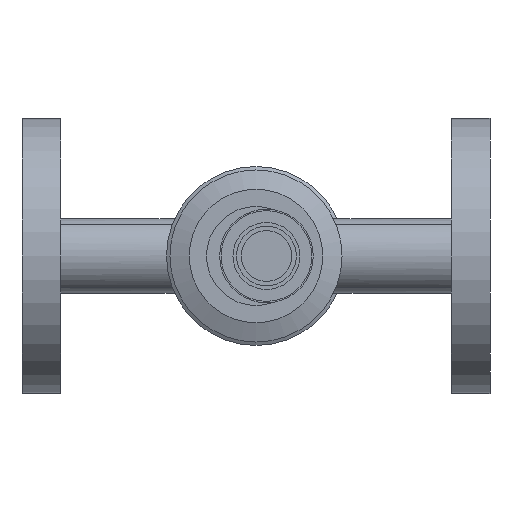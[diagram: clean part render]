
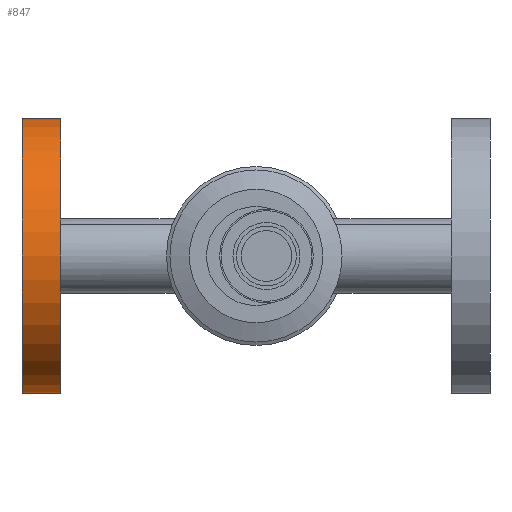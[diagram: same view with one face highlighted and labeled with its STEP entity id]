
A CAD part, left-side view. The second image highlights one B-rep face of the part: STEP entity #847.
In plain terms, the highlighted cylindrical face has radius 50 mm (diameter 100 mm), a full revolution.
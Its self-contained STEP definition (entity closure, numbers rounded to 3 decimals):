
#101=FACE_OUTER_BOUND('',#160,.T.);
#160=EDGE_LOOP('',(#644,#645,#646,#647));
#242=LINE('',#1543,#278);
#278=VECTOR('',#1160,50.);
#333=CIRCLE('',#961,50.);
#334=CIRCLE('',#962,50.);
#407=VERTEX_POINT('',#1540);
#408=VERTEX_POINT('',#1542);
#500=EDGE_CURVE('',#407,#407,#333,.T.);
#501=EDGE_CURVE('',#407,#408,#242,.T.);
#502=EDGE_CURVE('',#408,#408,#334,.T.);
#644=ORIENTED_EDGE('',*,*,#500,.F.);
#645=ORIENTED_EDGE('',*,*,#501,.T.);
#646=ORIENTED_EDGE('',*,*,#502,.T.);
#647=ORIENTED_EDGE('',*,*,#501,.F.);
#813=CYLINDRICAL_SURFACE('',#960,50.);
#847=ADVANCED_FACE('',(#101),#813,.T.);
#960=AXIS2_PLACEMENT_3D('',#1539,#1156,#1157);
#961=AXIS2_PLACEMENT_3D('',#1541,#1158,#1159);
#962=AXIS2_PLACEMENT_3D('',#1544,#1161,#1162);
#1156=DIRECTION('center_axis',(0.,1.,0.));
#1157=DIRECTION('ref_axis',(-1.,0.,0.));
#1158=DIRECTION('center_axis',(0.,1.,0.));
#1159=DIRECTION('ref_axis',(1.,0.,0.));
#1160=DIRECTION('',(0.,-1.,0.));
#1161=DIRECTION('center_axis',(0.,1.,0.));
#1162=DIRECTION('ref_axis',(1.,0.,0.));
#1539=CARTESIAN_POINT('Origin',(921.,78.,0.));
#1540=CARTESIAN_POINT('',(971.,85.,0.));
#1541=CARTESIAN_POINT('Origin',(921.,85.,0.));
#1542=CARTESIAN_POINT('',(971.,71.,0.));
#1543=CARTESIAN_POINT('',(971.,78.,0.));
#1544=CARTESIAN_POINT('Origin',(921.,71.,0.));
